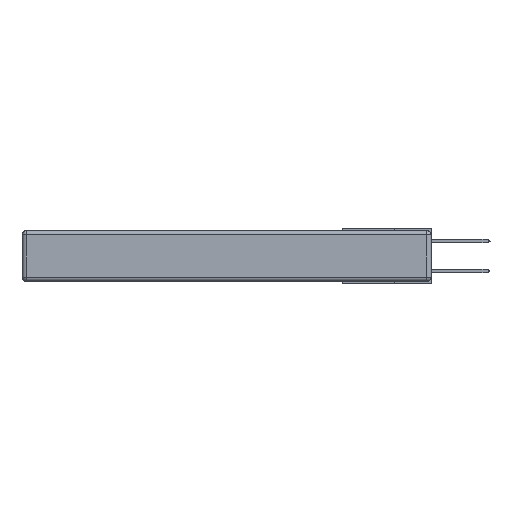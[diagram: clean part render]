
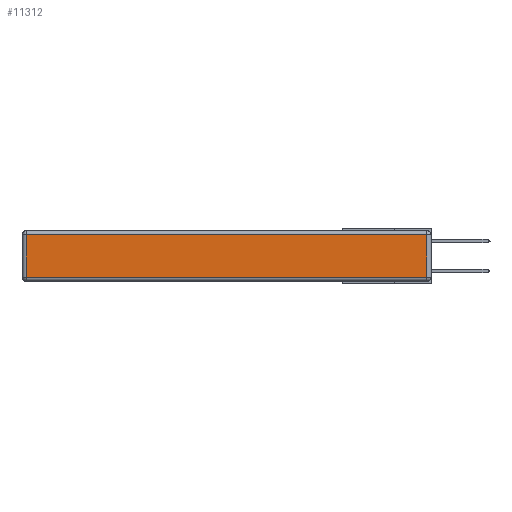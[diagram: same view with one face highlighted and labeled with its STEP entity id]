
A CAD part, left-side view. The second image highlights one B-rep face of the part: STEP entity #11312.
In plain terms, the highlighted planar face has unit normal (-1, 0, 0).
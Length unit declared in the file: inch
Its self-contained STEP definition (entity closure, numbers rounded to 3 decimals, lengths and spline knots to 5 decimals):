
#158 = EDGE_CURVE ( 'NONE', #19443, #14623, #17592, .T. ) ;
#357 = LINE ( 'NONE', #12373, #16665 ) ;
#1572 = EDGE_CURVE ( 'NONE', #14566, #7218, #357, .T. ) ;
#2400 = VECTOR ( 'NONE', #15478, 39.37008 ) ;
#3023 = DIRECTION ( 'NONE',  ( 0., 0., 1. ) ) ;
#3432 = ORIENTED_EDGE ( 'NONE', *, *, #158, .T. ) ;
#4754 = CARTESIAN_POINT ( 'NONE',  ( 0., 0.03, -0.343 ) ) ;
#5083 = PLANE ( 'NONE',  #20066 ) ;
#6004 = EDGE_CURVE ( 'NONE', #14623, #14566, #11254, .T. ) ;
#6793 = DIRECTION ( 'NONE',  ( -1., 0., 0. ) ) ;
#7218 = VERTEX_POINT ( 'NONE', #15578 ) ;
#8259 = ORIENTED_EDGE ( 'NONE', *, *, #1572, .T. ) ;
#8824 = EDGE_LOOP ( 'NONE', ( #11201, #3432, #12454, #8259 ) ) ;
#10363 = CARTESIAN_POINT ( 'NONE',  ( 0., 2.75, -0.03 ) ) ;
#11201 = ORIENTED_EDGE ( 'NONE', *, *, #17915, .T. ) ;
#11254 = LINE ( 'NONE', #10363, #2400 ) ;
#11312 = ADVANCED_FACE ( 'NONE', ( #17330 ), #5083, .T. ) ;
#11372 = CARTESIAN_POINT ( 'NONE',  ( 0., 0., -0.343 ) ) ;
#11438 = DIRECTION ( 'NONE',  ( 0., 0., 1. ) ) ;
#11638 = CARTESIAN_POINT ( 'NONE',  ( 0., 2.72, -0.03 ) ) ;
#11954 = LINE ( 'NONE', #18161, #16928 ) ;
#12373 = CARTESIAN_POINT ( 'NONE',  ( 0., 2.72, -0.343 ) ) ;
#12454 = ORIENTED_EDGE ( 'NONE', *, *, #6004, .T. ) ;
#12776 = CARTESIAN_POINT ( 'NONE',  ( 0., 0.03, -0.313 ) ) ;
#13018 = CARTESIAN_POINT ( 'NONE',  ( 0., 0.03, -0.03 ) ) ;
#14566 = VERTEX_POINT ( 'NONE', #11638 ) ;
#14604 = VECTOR ( 'NONE', #3023, 39.37008 ) ;
#14623 = VERTEX_POINT ( 'NONE', #13018 ) ;
#15478 = DIRECTION ( 'NONE',  ( 0., 1., 0. ) ) ;
#15578 = CARTESIAN_POINT ( 'NONE',  ( 0., 2.72, -0.313 ) ) ;
#16665 = VECTOR ( 'NONE', #17313, 39.37008 ) ;
#16928 = VECTOR ( 'NONE', #17886, 39.37008 ) ;
#17313 = DIRECTION ( 'NONE',  ( 0., 0., -1. ) ) ;
#17330 = FACE_OUTER_BOUND ( 'NONE', #8824, .T. ) ;
#17592 = LINE ( 'NONE', #4754, #14604 ) ;
#17886 = DIRECTION ( 'NONE',  ( 0., -1., 0. ) ) ;
#17915 = EDGE_CURVE ( 'NONE', #7218, #19443, #11954, .T. ) ;
#18161 = CARTESIAN_POINT ( 'NONE',  ( 0., 0., -0.313 ) ) ;
#19443 = VERTEX_POINT ( 'NONE', #12776 ) ;
#20066 = AXIS2_PLACEMENT_3D ( 'NONE', #11372, #6793, #11438 ) ;
